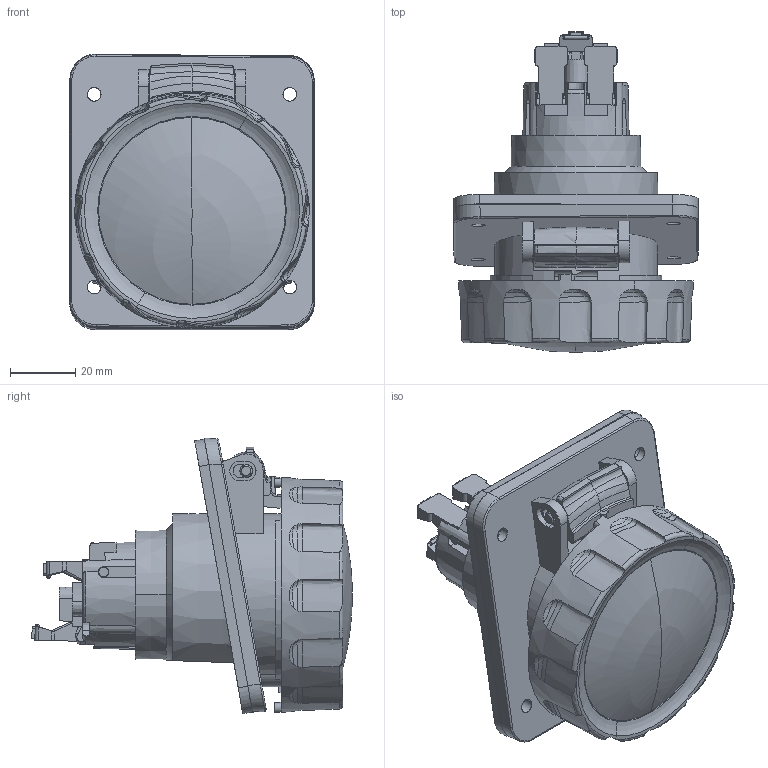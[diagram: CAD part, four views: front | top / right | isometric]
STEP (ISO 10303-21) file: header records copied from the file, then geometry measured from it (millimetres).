
FILE_DESCRIPTION((''),'2;1');
FILE_NAME('GW62227FH_SW0001','2020-10-08T15:07:19',('user'),('Axiro Italia'),'CREO PARAMETRIC BY PTC INC, 2020074','CREO PARAMETRIC BY PTC INC, 2020074','');
FILE_SCHEMA(('CONFIG_CONTROL_DESIGN'));
Length unit declared in the file: millimetre
Products named in the file (1): GW62227FH_SW0001
Bounding box: 75 x 98.3 x 84.49 mm (x, y, z)
Volume: 197426 mm3; surface area: 37868 mm2
Topology: 1 solids, 1 shells, 735 faces, 2209 edges, 1469 vertices
Faces by surface type: plane 358, cylinder 186, bspline 118, cone 42, torus 27, extrusion 2, sphere 2
Entity records: 33004 total; most frequent: CARTESIAN_POINT 14846, ORIENTED_EDGE 4406, DIRECTION 2888, EDGE_CURVE 2203, VERTEX_POINT 1469, VECTOR 1028, LINE 1026, AXIS2_PLACEMENT_3D 930
